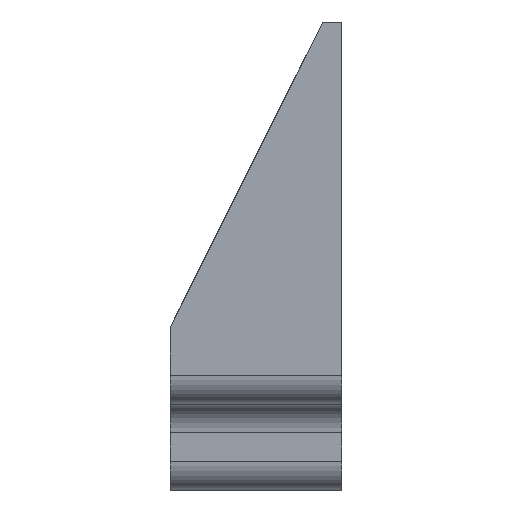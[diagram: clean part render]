
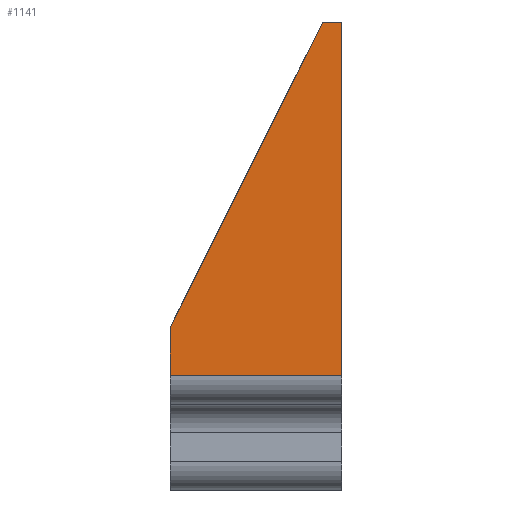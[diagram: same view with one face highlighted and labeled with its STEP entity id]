
A CAD part, left-side view. The second image highlights one B-rep face of the part: STEP entity #1141.
In plain terms, the highlighted planar face has unit normal (-1, 0, 0).
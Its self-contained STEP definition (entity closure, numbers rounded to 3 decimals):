
#65 = CARTESIAN_POINT ( 'NONE',  ( -15.7, 9., -7.25 ) ) ;
#75 = EDGE_CURVE ( 'NONE', #470, #578, #953, .T. ) ;
#89 = DIRECTION ( 'NONE',  ( 0., -1., 0. ) ) ;
#138 = EDGE_CURVE ( 'NONE', #470, #1486, #1012, .T. ) ;
#225 = CARTESIAN_POINT ( 'NONE',  ( -15.7, 9., -7.25 ) ) ;
#278 = AXIS2_PLACEMENT_3D ( 'NONE', #316, #1278, #803 ) ;
#283 = LINE ( 'NONE', #1475, #883 ) ;
#296 = VECTOR ( 'NONE', #868, 1000. ) ;
#316 = CARTESIAN_POINT ( 'NONE',  ( -15.7, 9., -13.25 ) ) ;
#345 = EDGE_CURVE ( 'NONE', #1495, #1486, #1178, .T. ) ;
#352 = DIRECTION ( 'NONE',  ( 0., -1., 0. ) ) ;
#362 = ORIENTED_EDGE ( 'NONE', *, *, #75, .F. ) ;
#390 = CARTESIAN_POINT ( 'NONE',  ( -15.7, 0., 13.25 ) ) ;
#432 = ORIENTED_EDGE ( 'NONE', *, *, #1176, .T. ) ;
#466 = EDGE_LOOP ( 'NONE', ( #362, #1251, #479, #432, #618 ) ) ;
#470 = VERTEX_POINT ( 'NONE', #1093 ) ;
#479 = ORIENTED_EDGE ( 'NONE', *, *, #345, .F. ) ;
#506 = VECTOR ( 'NONE', #832, 1000. ) ;
#539 = DIRECTION ( 'NONE',  ( 0., 0., 1. ) ) ;
#578 = VERTEX_POINT ( 'NONE', #919 ) ;
#603 = CARTESIAN_POINT ( 'NONE',  ( -15.7, 0., -7.25 ) ) ;
#618 = ORIENTED_EDGE ( 'NONE', *, *, #1055, .T. ) ;
#660 = VERTEX_POINT ( 'NONE', #603 ) ;
#696 = CARTESIAN_POINT ( 'NONE',  ( -15.7, 9., -4.746 ) ) ;
#701 = PLANE ( 'NONE',  #278 ) ;
#803 = DIRECTION ( 'NONE',  ( 0., 0., -1. ) ) ;
#832 = DIRECTION ( 'NONE',  ( 0., 0., 1. ) ) ;
#868 = DIRECTION ( 'NONE',  ( 0., 0.447, -0.894 ) ) ;
#883 = VECTOR ( 'NONE', #539, 1000. ) ;
#919 = CARTESIAN_POINT ( 'NONE',  ( -15.7, 0., 11.25 ) ) ;
#953 = LINE ( 'NONE', #1414, #1152 ) ;
#1012 = LINE ( 'NONE', #390, #296 ) ;
#1035 = LINE ( 'NONE', #225, #1326 ) ;
#1055 = EDGE_CURVE ( 'NONE', #660, #578, #283, .T. ) ;
#1068 = CARTESIAN_POINT ( 'NONE',  ( -15.7, 9., -13.25 ) ) ;
#1093 = CARTESIAN_POINT ( 'NONE',  ( -15.7, 1., 11.25 ) ) ;
#1141 = ADVANCED_FACE ( 'NONE', ( #1399 ), #701, .F. ) ;
#1152 = VECTOR ( 'NONE', #352, 1000. ) ;
#1176 = EDGE_CURVE ( 'NONE', #1495, #660, #1035, .T. ) ;
#1178 = LINE ( 'NONE', #1068, #506 ) ;
#1251 = ORIENTED_EDGE ( 'NONE', *, *, #138, .T. ) ;
#1278 = DIRECTION ( 'NONE',  ( 1., 0., 0. ) ) ;
#1326 = VECTOR ( 'NONE', #89, 1000. ) ;
#1399 = FACE_OUTER_BOUND ( 'NONE', #466, .T. ) ;
#1414 = CARTESIAN_POINT ( 'NONE',  ( -15.7, 9., 11.25 ) ) ;
#1475 = CARTESIAN_POINT ( 'NONE',  ( -15.7, 0., -13.25 ) ) ;
#1486 = VERTEX_POINT ( 'NONE', #696 ) ;
#1495 = VERTEX_POINT ( 'NONE', #65 ) ;
